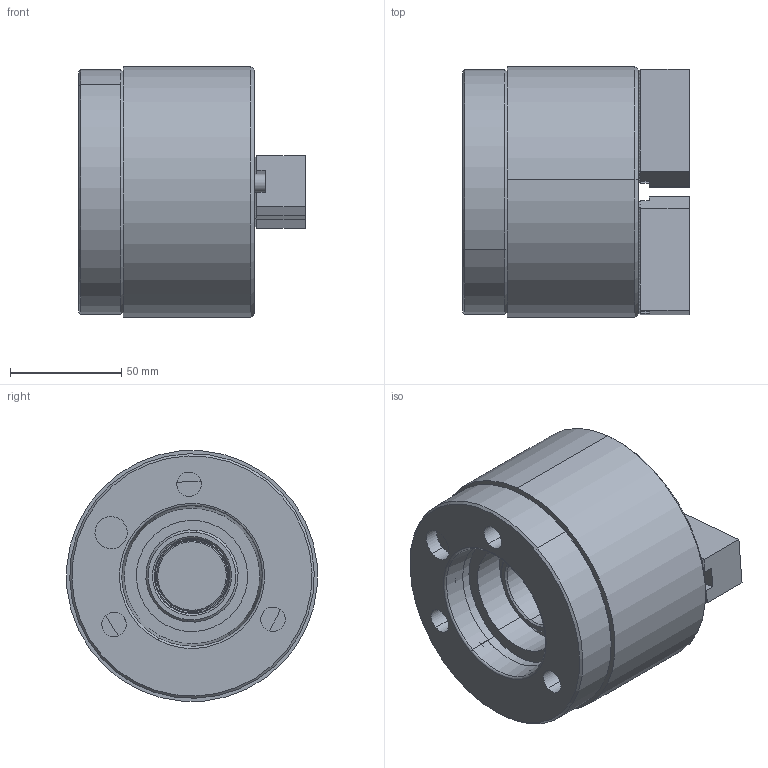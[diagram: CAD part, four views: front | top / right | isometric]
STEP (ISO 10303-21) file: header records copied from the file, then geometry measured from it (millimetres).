
FILE_DESCRIPTION (( 'STEP AP203' ), '1' );
FILE_NAME ('CF-2H-204A4.STEP', '2019-12-27T05:17:54', ( 'temp' ), ( '' ), 'SwSTEP 2.0', 'SolidWorks 2016', '' );
FILE_SCHEMA (( 'CONFIG_CONTROL_DESIGN' ));
Length unit declared in the file: millimetre
Products named in the file (10): 半圓頭六角孔螺栓_M4x8; 圓頭內六角螺栓_M8x20; 3H-04-10000-A4法蘭; CF-2H-204-01000; CF-2H-204A4; CF-2H-204-02000; CF-2H-204-03000; CF-2H-204-07010; SJ-04; 圓頭內六角螺栓_M10x60
Assembly tree (19 placements, depth 2):
  CF-2H-204A4
    CF-2H-204-01000
    CF-2H-204-02000
    CF-2H-204-03000
    CF-2H-204-07010
    SJ-04  x2
    圓頭內六角螺栓_M10x60  x4
    半圓頭六角孔螺栓_M4x8  x4
    圓頭內六角螺栓_M8x20  x4
    3H-04-10000-A4法蘭
Bounding box: 102 x 112.69 x 112.69 mm (x, y, z)
Volume: 697933.4 mm3; surface area: 150581.2 mm2
Topology: 19 solids, 19 shells, 1074 faces, 2856 edges, 1828 vertices
Faces by surface type: plane 640, cylinder 307, cone 113, torus 14
Entity records: 18570 total; most frequent: CARTESIAN_POINT 3458, ORIENTED_EDGE 2936, DIRECTION 2822, EDGE_CURVE 1468, VECTOR 968, LINE 968, VERTEX_POINT 955, AXIS2_PLACEMENT_3D 927
